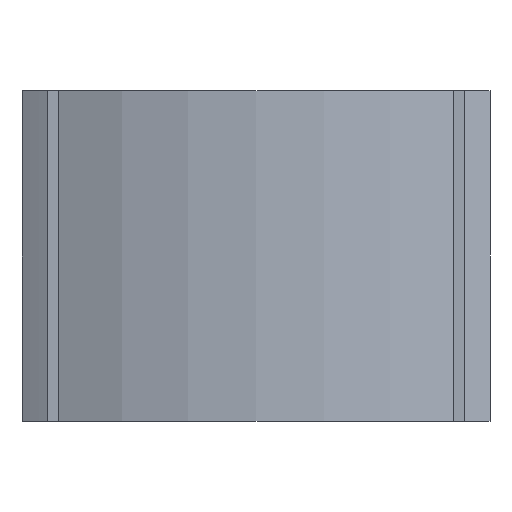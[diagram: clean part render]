
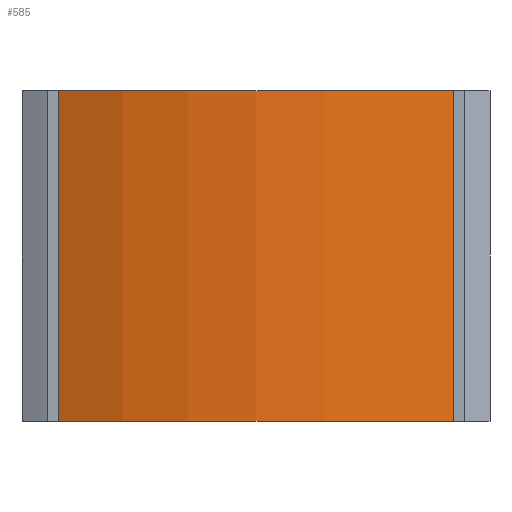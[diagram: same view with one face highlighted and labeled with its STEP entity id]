
A CAD part, front view. The second image highlights one B-rep face of the part: STEP entity #585.
In plain terms, the highlighted cylindrical face has radius 134.7 mm (diameter 269.4 mm), a partial arc.
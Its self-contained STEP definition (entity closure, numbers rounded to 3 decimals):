
#5 = CIRCLE ( 'NONE', #1134, 134.7 ) ;
#19 = ORIENTED_EDGE ( 'NONE', *, *, #1278, .T. ) ;
#56 = DIRECTION ( 'NONE',  ( 0., 0., -1. ) ) ;
#133 = VERTEX_POINT ( 'NONE', #1670 ) ;
#149 = AXIS2_PLACEMENT_3D ( 'NONE', #736, #1617, #918 ) ;
#213 = CIRCLE ( 'NONE', #439, 134.7 ) ;
#307 = CARTESIAN_POINT ( 'NONE',  ( 0., 0., 0. ) ) ;
#312 = CARTESIAN_POINT ( 'NONE',  ( 56.9, -122.092, 0. ) ) ;
#338 = ORIENTED_EDGE ( 'NONE', *, *, #661, .F. ) ;
#439 = AXIS2_PLACEMENT_3D ( 'NONE', #307, #755, #1498 ) ;
#585 = ADVANCED_FACE ( 'NONE', ( #1346 ), #887, .T. ) ;
#601 = CARTESIAN_POINT ( 'NONE',  ( -56.9, -122.092, 95. ) ) ;
#619 = ORIENTED_EDGE ( 'NONE', *, *, #972, .F. ) ;
#661 = EDGE_CURVE ( 'NONE', #1615, #1017, #1355, .T. ) ;
#699 = CARTESIAN_POINT ( 'NONE',  ( -56.9, -122.092, 95. ) ) ;
#736 = CARTESIAN_POINT ( 'NONE',  ( 0., 0., 95. ) ) ;
#738 = DIRECTION ( 'NONE',  ( 1., 0., 0. ) ) ;
#743 = VECTOR ( 'NONE', #1415, 1000. ) ;
#755 = DIRECTION ( 'NONE',  ( 0., 0., 1. ) ) ;
#773 = CARTESIAN_POINT ( 'NONE',  ( 56.9, -122.092, 95. ) ) ;
#813 = VECTOR ( 'NONE', #56, 1000. ) ;
#840 = EDGE_LOOP ( 'NONE', ( #1377, #338, #619, #19 ) ) ;
#879 = CARTESIAN_POINT ( 'NONE',  ( 56.9, -122.092, 95. ) ) ;
#887 = CYLINDRICAL_SURFACE ( 'NONE', #149, 134.7 ) ;
#918 = DIRECTION ( 'NONE',  ( -1., 0., 0. ) ) ;
#945 = VERTEX_POINT ( 'NONE', #601 ) ;
#972 = EDGE_CURVE ( 'NONE', #945, #1615, #5, .T. ) ;
#1017 = VERTEX_POINT ( 'NONE', #312 ) ;
#1058 = DIRECTION ( 'NONE',  ( 0., 0., 1. ) ) ;
#1067 = CARTESIAN_POINT ( 'NONE',  ( 0., 0., 95. ) ) ;
#1134 = AXIS2_PLACEMENT_3D ( 'NONE', #1067, #1058, #738 ) ;
#1278 = EDGE_CURVE ( 'NONE', #945, #133, #1857, .T. ) ;
#1346 = FACE_OUTER_BOUND ( 'NONE', #840, .T. ) ;
#1355 = LINE ( 'NONE', #879, #813 ) ;
#1377 = ORIENTED_EDGE ( 'NONE', *, *, #1582, .T. ) ;
#1415 = DIRECTION ( 'NONE',  ( 0., 0., -1. ) ) ;
#1498 = DIRECTION ( 'NONE',  ( 1., 0., 0. ) ) ;
#1582 = EDGE_CURVE ( 'NONE', #133, #1017, #213, .T. ) ;
#1615 = VERTEX_POINT ( 'NONE', #773 ) ;
#1617 = DIRECTION ( 'NONE',  ( 0., 0., -1. ) ) ;
#1670 = CARTESIAN_POINT ( 'NONE',  ( -56.9, -122.092, 0. ) ) ;
#1857 = LINE ( 'NONE', #699, #743 ) ;
